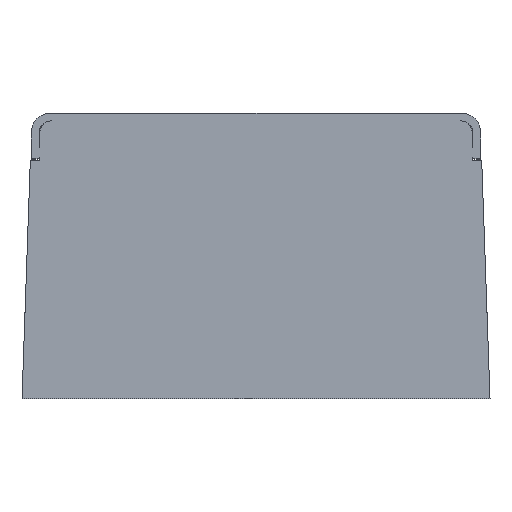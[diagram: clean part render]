
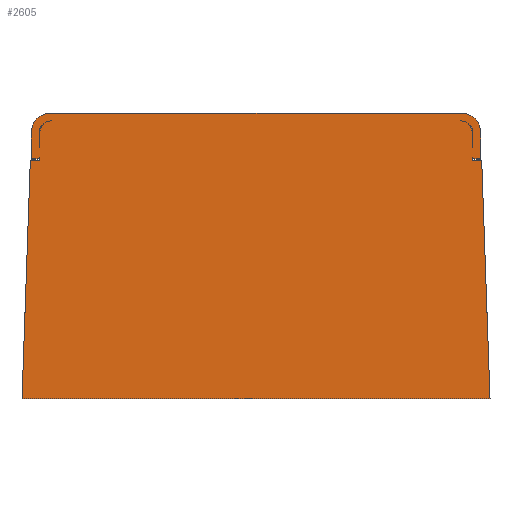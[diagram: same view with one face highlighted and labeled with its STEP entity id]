
A CAD part, top view. The second image highlights one B-rep face of the part: STEP entity #2605.
In plain terms, the highlighted planar face has unit normal (0, 0, 1).
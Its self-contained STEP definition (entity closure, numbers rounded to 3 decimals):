
#377=CARTESIAN_POINT('',(51.5,31.,30.));
#378=DIRECTION('',(0.,0.,1.));
#379=DIRECTION('',(1.,0.,0.));
#380=AXIS2_PLACEMENT_3D('',#377,#378,#379);
#382=DIRECTION('',(0.,1.,0.));
#383=VECTOR('',#382,3.6);
#384=CARTESIAN_POINT('',(54.5,27.4,30.));
#385=LINE('',#384,#383);
#386=CARTESIAN_POINT('',(53.7,28.,30.));
#387=DIRECTION('',(0.,0.,-1.));
#388=DIRECTION('',(1.,0.,0.));
#389=AXIS2_PLACEMENT_3D('',#386,#387,#388);
#391=DIRECTION('',(0.,-1.,0.));
#392=VECTOR('',#391,3.);
#393=CARTESIAN_POINT('',(54.7,31.,30.));
#394=LINE('',#393,#392);
#395=CARTESIAN_POINT('',(51.7,31.,30.));
#396=DIRECTION('',(0.,0.,-1.));
#397=DIRECTION('',(0.,1.,0.));
#398=AXIS2_PLACEMENT_3D('',#395,#396,#397);
#400=DIRECTION('',(0.,-1.,0.));
#401=VECTOR('',#400,0.673);
#402=CARTESIAN_POINT('',(-54.5,24.673,30.));
#403=LINE('',#402,#401);
#404=CARTESIAN_POINT('',(-55.2,26.,30.));
#405=DIRECTION('',(0.,0.,1.));
#406=DIRECTION('',(0.,-1.,0.));
#407=AXIS2_PLACEMENT_3D('',#404,#405,#406);
#409=DIRECTION('',(1.,0.,0.));
#410=VECTOR('',#409,1.5);
#411=CARTESIAN_POINT('',(-56.7,24.5,30.));
#412=LINE('',#411,#410);
#413=DIRECTION('',(0.,-1.,0.));
#414=VECTOR('',#413,6.5);
#415=CARTESIAN_POINT('',(-56.7,31.,30.));
#416=LINE('',#415,#414);
#417=CARTESIAN_POINT('',(-51.7,31.,30.));
#418=DIRECTION('',(0.,0.,1.));
#419=DIRECTION('',(0.,1.,0.));
#420=AXIS2_PLACEMENT_3D('',#417,#418,#419);
#422=DIRECTION('',(-1.,0.,0.));
#423=VECTOR('',#422,103.4);
#424=CARTESIAN_POINT('',(51.7,36.,30.));
#425=LINE('',#424,#423);
#426=CARTESIAN_POINT('',(51.7,31.,30.));
#427=DIRECTION('',(0.,0.,1.));
#428=DIRECTION('',(1.,0.,0.));
#429=AXIS2_PLACEMENT_3D('',#426,#427,#428);
#431=DIRECTION('',(0.,1.,0.));
#432=VECTOR('',#431,6.5);
#433=CARTESIAN_POINT('',(56.7,24.5,30.));
#434=LINE('',#433,#432);
#435=DIRECTION('',(1.,0.,0.));
#436=VECTOR('',#435,1.5);
#437=CARTESIAN_POINT('',(55.2,24.5,30.));
#438=LINE('',#437,#436);
#439=CARTESIAN_POINT('',(55.2,26.,30.));
#440=DIRECTION('',(0.,0.,1.));
#441=DIRECTION('',(-0.467,-0.884,0.));
#442=AXIS2_PLACEMENT_3D('',#439,#440,#441);
#444=DIRECTION('',(0.,1.,0.));
#445=VECTOR('',#444,0.673);
#446=CARTESIAN_POINT('',(54.5,24.,30.));
#447=LINE('',#446,#445);
#448=DIRECTION('',(-1.,0.,0.));
#449=VECTOR('',#448,2.405);
#450=CARTESIAN_POINT('',(56.905,24.,30.));
#451=LINE('',#450,#449);
#452=DIRECTION('',(-0.035,0.999,0.));
#453=VECTOR('',#452,60.037);
#454=CARTESIAN_POINT('',(59.,-36.,30.));
#455=LINE('',#454,#453);
#456=DIRECTION('',(1.,0.,0.));
#457=VECTOR('',#456,118.);
#458=CARTESIAN_POINT('',(-59.,-36.,30.));
#459=LINE('',#458,#457);
#460=DIRECTION('',(-0.035,-0.999,0.));
#461=VECTOR('',#460,60.037);
#462=CARTESIAN_POINT('',(-56.905,24.,30.));
#463=LINE('',#462,#461);
#464=DIRECTION('',(-1.,0.,0.));
#465=VECTOR('',#464,2.405);
#466=CARTESIAN_POINT('',(-54.5,24.,30.));
#467=LINE('',#466,#465);
#468=CARTESIAN_POINT('',(-51.7,31.,30.));
#469=DIRECTION('',(0.,0.,-1.));
#470=DIRECTION('',(-1.,0.,0.));
#471=AXIS2_PLACEMENT_3D('',#468,#469,#470);
#473=DIRECTION('',(0.,1.,0.));
#474=VECTOR('',#473,3.);
#475=CARTESIAN_POINT('',(-54.7,28.,30.));
#476=LINE('',#475,#474);
#477=CARTESIAN_POINT('',(-53.7,28.,30.));
#478=DIRECTION('',(0.,0.,-1.));
#479=DIRECTION('',(-0.8,-0.6,0.));
#480=AXIS2_PLACEMENT_3D('',#477,#478,#479);
#482=DIRECTION('',(0.,-1.,0.));
#483=VECTOR('',#482,3.6);
#484=CARTESIAN_POINT('',(-54.5,31.,30.));
#485=LINE('',#484,#483);
#486=CARTESIAN_POINT('',(-51.5,31.,30.));
#487=DIRECTION('',(0.,0.,1.));
#488=DIRECTION('',(-0.067,0.998,0.));
#489=AXIS2_PLACEMENT_3D('',#486,#487,#488);
#1753=CARTESIAN_POINT('',(-54.5,24.,30.));
#1754=CARTESIAN_POINT('',(-56.905,24.,30.));
#1755=VERTEX_POINT('',#1753);
#1756=VERTEX_POINT('',#1754);
#1757=CARTESIAN_POINT('',(-59.,-36.,30.));
#1758=VERTEX_POINT('',#1757);
#1759=CARTESIAN_POINT('',(59.,-36.,30.));
#1760=VERTEX_POINT('',#1759);
#1761=CARTESIAN_POINT('',(56.905,24.,30.));
#1762=VERTEX_POINT('',#1761);
#1763=CARTESIAN_POINT('',(54.5,24.,30.));
#1764=VERTEX_POINT('',#1763);
#1826=CARTESIAN_POINT('',(54.5,31.,30.));
#1828=VERTEX_POINT('',#1826);
#1834=CARTESIAN_POINT('',(-54.5,31.,30.));
#1836=VERTEX_POINT('',#1834);
#1865=CARTESIAN_POINT('',(51.7,34.,30.));
#1866=CARTESIAN_POINT('',(54.7,31.,30.));
#1867=VERTEX_POINT('',#1865);
#1868=VERTEX_POINT('',#1866);
#1869=CARTESIAN_POINT('',(54.7,28.,30.));
#1870=VERTEX_POINT('',#1869);
#1871=CARTESIAN_POINT('',(55.2,24.5,30.));
#1872=CARTESIAN_POINT('',(56.7,24.5,30.));
#1873=VERTEX_POINT('',#1871);
#1874=VERTEX_POINT('',#1872);
#1875=CARTESIAN_POINT('',(56.7,31.,30.));
#1876=VERTEX_POINT('',#1875);
#1877=CARTESIAN_POINT('',(51.7,36.,30.));
#1878=VERTEX_POINT('',#1877);
#1879=CARTESIAN_POINT('',(-51.7,36.,30.));
#1880=VERTEX_POINT('',#1879);
#1881=CARTESIAN_POINT('',(-56.7,31.,30.));
#1882=VERTEX_POINT('',#1881);
#1883=CARTESIAN_POINT('',(-56.7,24.5,30.));
#1884=VERTEX_POINT('',#1883);
#1885=CARTESIAN_POINT('',(-55.2,24.5,30.));
#1886=VERTEX_POINT('',#1885);
#1887=CARTESIAN_POINT('',(-54.7,28.,30.));
#1888=CARTESIAN_POINT('',(-54.7,31.,30.));
#1889=VERTEX_POINT('',#1887);
#1890=VERTEX_POINT('',#1888);
#1891=CARTESIAN_POINT('',(-51.7,34.,30.));
#1892=VERTEX_POINT('',#1891);
#1898=CARTESIAN_POINT('',(54.5,24.673,30.));
#1900=VERTEX_POINT('',#1898);
#1906=CARTESIAN_POINT('',(54.5,27.4,30.));
#1908=VERTEX_POINT('',#1906);
#1930=CARTESIAN_POINT('',(-54.5,27.4,30.));
#1932=VERTEX_POINT('',#1930);
#1938=CARTESIAN_POINT('',(-54.5,24.673,30.));
#1940=VERTEX_POINT('',#1938);
#2550=CARTESIAN_POINT('',(0.,0.,30.));
#2551=DIRECTION('',(0.,0.,1.));
#2552=DIRECTION('',(1.,0.,0.));
#2553=AXIS2_PLACEMENT_3D('',#2550,#2551,#2552);
#2554=PLANE('',#2553);
#2556=ORIENTED_EDGE('',*,*,#2555,.F.);
#2558=ORIENTED_EDGE('',*,*,#2557,.F.);
#2560=ORIENTED_EDGE('',*,*,#2559,.F.);
#2562=ORIENTED_EDGE('',*,*,#2561,.F.);
#2564=ORIENTED_EDGE('',*,*,#2563,.F.);
#2566=ORIENTED_EDGE('',*,*,#2565,.F.);
#2568=ORIENTED_EDGE('',*,*,#2567,.F.);
#2570=ORIENTED_EDGE('',*,*,#2569,.F.);
#2572=ORIENTED_EDGE('',*,*,#2571,.F.);
#2574=ORIENTED_EDGE('',*,*,#2573,.F.);
#2576=ORIENTED_EDGE('',*,*,#2575,.F.);
#2578=ORIENTED_EDGE('',*,*,#2577,.F.);
#2580=ORIENTED_EDGE('',*,*,#2579,.F.);
#2582=ORIENTED_EDGE('',*,*,#2581,.F.);
#2584=ORIENTED_EDGE('',*,*,#2583,.F.);
#2586=ORIENTED_EDGE('',*,*,#2585,.F.);
#2587=EDGE_LOOP('',(#2556,#2558,#2560,#2562,#2564,#2566,#2568,#2570,#2572,#2574,
#2576,#2578,#2580,#2582,#2584,#2586));
#2588=FACE_OUTER_BOUND('',#2587,.F.);
#2589=ORIENTED_EDGE('',*,*,#2471,.F.);
#2590=ORIENTED_EDGE('',*,*,#2497,.F.);
#2591=ORIENTED_EDGE('',*,*,#2513,.F.);
#2592=ORIENTED_EDGE('',*,*,#2531,.F.);
#2593=ORIENTED_EDGE('',*,*,#2544,.F.);
#2594=EDGE_LOOP('',(#2589,#2590,#2591,#2592,#2593));
#2595=FACE_BOUND('',#2594,.F.);
#2597=ORIENTED_EDGE('',*,*,#2596,.F.);
#2599=ORIENTED_EDGE('',*,*,#2598,.F.);
#2600=ORIENTED_EDGE('',*,*,#2388,.F.);
#2601=ORIENTED_EDGE('',*,*,#2371,.F.);
#2602=ORIENTED_EDGE('',*,*,#2257,.F.);
#2603=EDGE_LOOP('',(#2597,#2599,#2600,#2601,#2602));
#2604=FACE_BOUND('',#2603,.F.);
#381=CIRCLE('',#380,3.);
#390=CIRCLE('',#389,1.);
#399=CIRCLE('',#398,3.);
#408=CIRCLE('',#407,1.5);
#421=CIRCLE('',#420,5.);
#430=CIRCLE('',#429,5.);
#443=CIRCLE('',#442,1.5);
#472=CIRCLE('',#471,3.);
#481=CIRCLE('',#480,1.);
#490=CIRCLE('',#489,3.);
#2257=EDGE_CURVE('',#1892,#1836,#490,.T.);
#2371=EDGE_CURVE('',#1836,#1932,#485,.T.);
#2388=EDGE_CURVE('',#1932,#1889,#481,.T.);
#2471=EDGE_CURVE('',#1828,#1867,#381,.T.);
#2497=EDGE_CURVE('',#1908,#1828,#385,.T.);
#2513=EDGE_CURVE('',#1870,#1908,#390,.T.);
#2531=EDGE_CURVE('',#1868,#1870,#394,.T.);
#2544=EDGE_CURVE('',#1867,#1868,#399,.T.);
#2555=EDGE_CURVE('',#1940,#1755,#403,.T.);
#2557=EDGE_CURVE('',#1886,#1940,#408,.T.);
#2559=EDGE_CURVE('',#1884,#1886,#412,.T.);
#2561=EDGE_CURVE('',#1882,#1884,#416,.T.);
#2563=EDGE_CURVE('',#1880,#1882,#421,.T.);
#2565=EDGE_CURVE('',#1878,#1880,#425,.T.);
#2567=EDGE_CURVE('',#1876,#1878,#430,.T.);
#2569=EDGE_CURVE('',#1874,#1876,#434,.T.);
#2571=EDGE_CURVE('',#1873,#1874,#438,.T.);
#2573=EDGE_CURVE('',#1900,#1873,#443,.T.);
#2575=EDGE_CURVE('',#1764,#1900,#447,.T.);
#2577=EDGE_CURVE('',#1762,#1764,#451,.T.);
#2579=EDGE_CURVE('',#1760,#1762,#455,.T.);
#2581=EDGE_CURVE('',#1758,#1760,#459,.T.);
#2583=EDGE_CURVE('',#1756,#1758,#463,.T.);
#2585=EDGE_CURVE('',#1755,#1756,#467,.T.);
#2596=EDGE_CURVE('',#1890,#1892,#472,.T.);
#2598=EDGE_CURVE('',#1889,#1890,#476,.T.);
#2605=ADVANCED_FACE('',(#2588,#2595,#2604),#2554,.T.);
